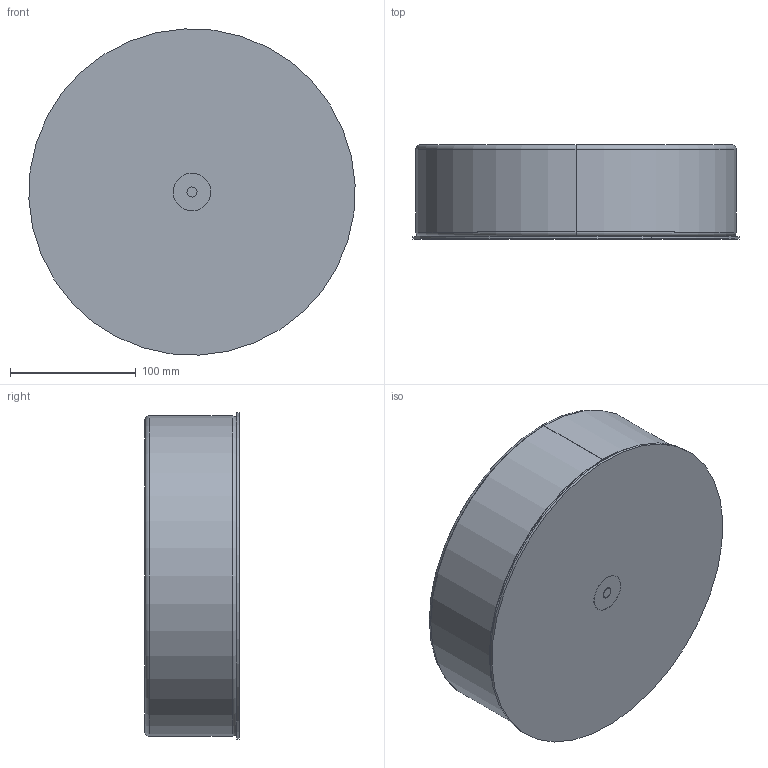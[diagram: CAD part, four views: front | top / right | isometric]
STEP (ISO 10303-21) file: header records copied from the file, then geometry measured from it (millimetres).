
FILE_DESCRIPTION (( 'STEP AP203' ), '1' );
FILE_NAME ('HELIOS A-01 214010xxyyy.STEP', '2021-07-20T08:24:37', ( '' ), ( '' ), 'SwSTEP 2.0', 'SolidWorks 2019', '' );
FILE_SCHEMA (( 'CONFIG_CONTROL_DESIGN' ));
Length unit declared in the file: millimetre
Products named in the file (6): 000-SUB214-01; 000-214-001; 000-214-003; 000-214-008; HELIOS A-01 214010xxyyy; 000-214-006
Assembly tree (5 placements, depth 3):
  HELIOS A-01 214010xxyyy
    000-214-003
    000-214-001
    000-214-008
    000-SUB214-01
      000-214-006
Bounding box: 259.73 x 74.95 x 259.73 mm (x, y, z)
Volume: 197997.7 mm3; surface area: 526883.3 mm2
Topology: 7 solids, 16 shells, 346 faces, 774 edges, 452 vertices
Faces by surface type: cylinder 101, plane 99, torus 92, cone 52, sphere 2
Entity records: 10811 total; most frequent: CARTESIAN_POINT 2308, DIRECTION 1815, ORIENTED_EDGE 1540, EDGE_CURVE 770, AXIS2_PLACEMENT_3D 749, VERTEX_POINT 450, CIRCLE 393, EDGE_LOOP 382
